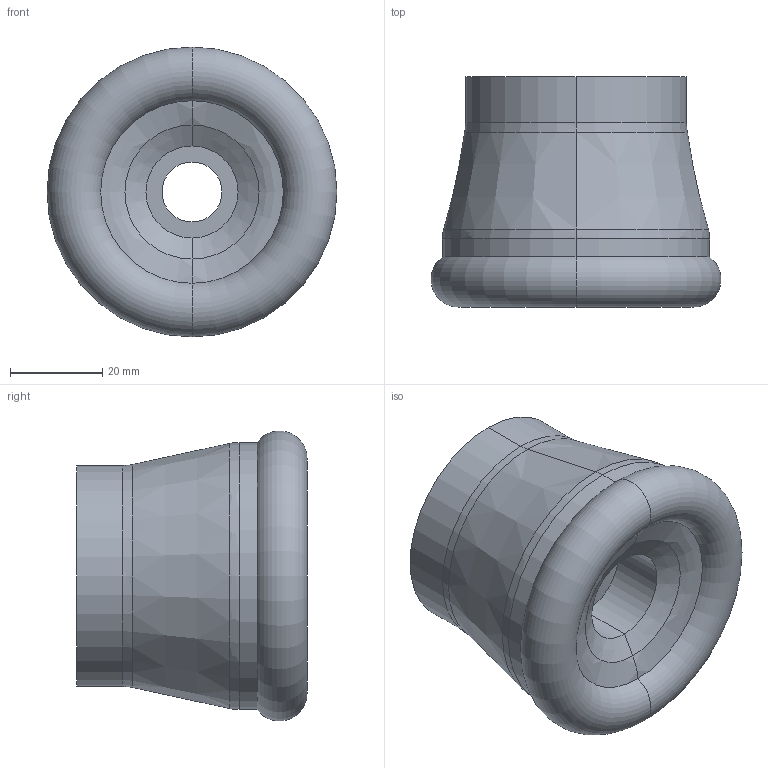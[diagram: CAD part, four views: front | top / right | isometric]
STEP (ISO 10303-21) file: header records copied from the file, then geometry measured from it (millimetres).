
FILE_DESCRIPTION (( 'STEP AP203' ), '1' );
FILE_NAME ('S808-63-50-06-12-.STEP', '2019-04-02T12:25:40', ( '' ), ( '' ), 'SwSTEP 2.0', 'SolidWorks 2018', '' );
FILE_SCHEMA (( 'CONFIG_CONTROL_DESIGN' ));
Length unit declared in the file: millimetre
Products named in the file (1): S808-63-50-06-12-
Bounding box: 62.97 x 50 x 62.97 mm (x, y, z)
Volume: 89357.4 mm3; surface area: 16257.7 mm2
Topology: 1 solids, 1 shells, 28 faces, 56 edges, 32 vertices
Faces by surface type: cylinder 12, bspline 6, cone 4, plane 4, torus 2
Entity records: 879 total; most frequent: CARTESIAN_POINT 207, DIRECTION 142, ORIENTED_EDGE 112, AXIS2_PLACEMENT_3D 63, EDGE_CURVE 56, CIRCLE 40, VERTEX_POINT 32, EDGE_LOOP 32
